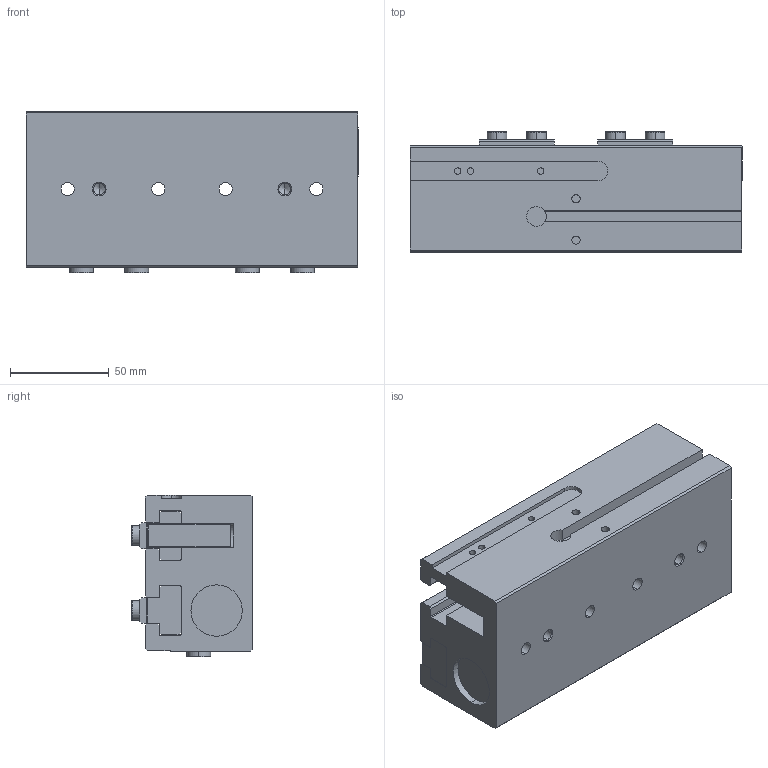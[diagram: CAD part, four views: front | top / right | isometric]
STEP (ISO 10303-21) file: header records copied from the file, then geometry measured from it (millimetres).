
FILE_DESCRIPTION (( 'STEP AP214' ), '1' );
FILE_NAME ('PLG 25-60.STEP', '2022-10-13T14:15:17', ( '' ), ( '' ), 'SwSTEP 2.0', 'SolidWorks 2022', '' );
FILE_SCHEMA (( 'AUTOMOTIVE_DESIGN' ));
Length unit declared in the file: millimetre
Products named in the file (5): PLG 25-60; PLG-25-60 CORPO; Boccola 12_6; Boccola 10_1; Griffa_5
Assembly tree (11 placements, depth 2):
  PLG 25-60
    PLG-25-60 CORPO
    Griffa_5  x2
    Boccola 10_1  x4
    Boccola 12_6  x4
Bounding box: 168.1 x 60.9 x 82 mm (x, y, z)
Volume: 607985.1 mm3; surface area: 114106 mm2
Topology: 11 solids, 11 shells, 343 faces, 839 edges, 526 vertices
Faces by surface type: plane 157, cylinder 118, cone 36, bspline 32
Entity records: 9660 total; most frequent: CARTESIAN_POINT 1338, DIRECTION 1220, ORIENTED_EDGE 1132, EDGE_CURVE 566, AXIS2_PLACEMENT_3D 432, VERTEX_POINT 366, LINE 356, VECTOR 356
